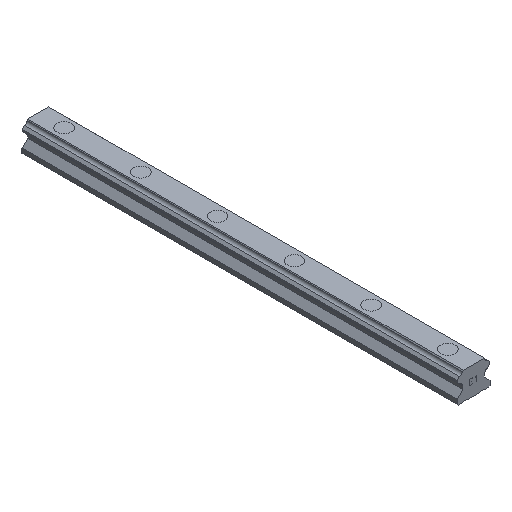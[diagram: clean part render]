
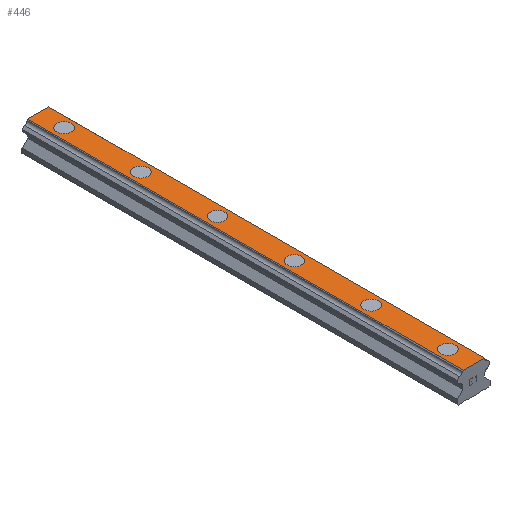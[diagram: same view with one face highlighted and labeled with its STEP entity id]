
A CAD part, isometric view. The second image highlights one B-rep face of the part: STEP entity #446.
In plain terms, the highlighted planar face has unit normal (0, 0, 1).
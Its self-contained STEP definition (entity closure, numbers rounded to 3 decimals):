
#446=ADVANCED_FACE('',(#917,#918,#919,#920,#921,#922,#923),#924,.T.);
#917=FACE_BOUND('',#1400,.T.);
#918=FACE_BOUND('',#1401,.T.);
#919=FACE_BOUND('',#1402,.T.);
#920=FACE_BOUND('',#1403,.T.);
#921=FACE_BOUND('',#1404,.T.);
#922=FACE_BOUND('',#1405,.T.);
#923=FACE_OUTER_BOUND('',#1406,.T.);
#924=PLANE('',#1407);
#1400=EDGE_LOOP('',(#2682,#2683));
#1401=EDGE_LOOP('',(#2684,#2685));
#1402=EDGE_LOOP('',(#2686,#2687));
#1403=EDGE_LOOP('',(#2688,#2689));
#1404=EDGE_LOOP('',(#2690,#2691));
#1405=EDGE_LOOP('',(#2692,#2693));
#1406=EDGE_LOOP('',(#2694,#2695,#2696,#2697));
#1407=AXIS2_PLACEMENT_3D('',#2698,#2699,#2700);
#2682=ORIENTED_EDGE('',*,*,#2879,.T.);
#2683=ORIENTED_EDGE('',*,*,#3255,.T.);
#2684=ORIENTED_EDGE('',*,*,#2869,.T.);
#2685=ORIENTED_EDGE('',*,*,#3261,.T.);
#2686=ORIENTED_EDGE('',*,*,#2859,.T.);
#2687=ORIENTED_EDGE('',*,*,#3267,.T.);
#2688=ORIENTED_EDGE('',*,*,#2849,.T.);
#2689=ORIENTED_EDGE('',*,*,#3273,.T.);
#2690=ORIENTED_EDGE('',*,*,#2839,.T.);
#2691=ORIENTED_EDGE('',*,*,#3279,.T.);
#2692=ORIENTED_EDGE('',*,*,#2829,.T.);
#2693=ORIENTED_EDGE('',*,*,#3285,.T.);
#2694=ORIENTED_EDGE('',*,*,#3238,.T.);
#2695=ORIENTED_EDGE('',*,*,#3324,.F.);
#2696=ORIENTED_EDGE('',*,*,#3119,.T.);
#2697=ORIENTED_EDGE('',*,*,#3322,.T.);
#2698=CARTESIAN_POINT('',(7.2,595.0,38.));
#2699=DIRECTION('',(0.0,0.0,1.0));
#2700=DIRECTION('',(-1.0,0.0,0.0));
#2829=EDGE_CURVE('',#3368,#3365,#3369,.T.);
#2839=EDGE_CURVE('',#3386,#3383,#3387,.T.);
#2849=EDGE_CURVE('',#3404,#3401,#3405,.T.);
#2859=EDGE_CURVE('',#3422,#3419,#3423,.T.);
#2869=EDGE_CURVE('',#3440,#3437,#3441,.T.);
#2879=EDGE_CURVE('',#3458,#3455,#3459,.T.);
#3119=EDGE_CURVE('',#3817,#3815,#3818,.T.);
#3238=EDGE_CURVE('',#4010,#4008,#4011,.T.);
#3255=EDGE_CURVE('',#3455,#3458,#4042,.T.);
#3261=EDGE_CURVE('',#3437,#3440,#4048,.T.);
#3267=EDGE_CURVE('',#3419,#3422,#4054,.T.);
#3273=EDGE_CURVE('',#3401,#3404,#4060,.T.);
#3279=EDGE_CURVE('',#3383,#3386,#4066,.T.);
#3285=EDGE_CURVE('',#3365,#3368,#4072,.T.);
#3322=EDGE_CURVE('',#3815,#4010,#4109,.T.);
#3324=EDGE_CURVE('',#3817,#4008,#4111,.T.);
#3365=VERTEX_POINT('',#4154);
#3368=VERTEX_POINT('',#4158);
#3369=CIRCLE('',#4159,10.0);
#3383=VERTEX_POINT('',#4176);
#3386=VERTEX_POINT('',#4180);
#3387=CIRCLE('',#4181,10.0);
#3401=VERTEX_POINT('',#4198);
#3404=VERTEX_POINT('',#4202);
#3405=CIRCLE('',#4203,10.0);
#3419=VERTEX_POINT('',#4220);
#3422=VERTEX_POINT('',#4224);
#3423=CIRCLE('',#4225,10.0);
#3437=VERTEX_POINT('',#4242);
#3440=VERTEX_POINT('',#4246);
#3441=CIRCLE('',#4247,10.0);
#3455=VERTEX_POINT('',#4264);
#3458=VERTEX_POINT('',#4268);
#3459=CIRCLE('',#4269,10.0);
#3815=VERTEX_POINT('',#4765);
#3817=VERTEX_POINT('',#4768);
#3818=LINE('',#4769,#4770);
#4008=VERTEX_POINT('',#5049);
#4010=VERTEX_POINT('',#5052);
#4011=LINE('',#5053,#5054);
#4042=CIRCLE('',#5098,10.0);
#4048=CIRCLE('',#5104,10.0);
#4054=CIRCLE('',#5110,10.0);
#4060=CIRCLE('',#5116,10.0);
#4066=CIRCLE('',#5122,10.0);
#4072=CIRCLE('',#5128,10.0);
#4109=LINE('',#5181,#5182);
#4111=LINE('',#5184,#5185);
#4154=CARTESIAN_POINT('',(10.0,35.0,38.));
#4158=CARTESIAN_POINT('',(-10.0,35.0,38.));
#4159=AXIS2_PLACEMENT_3D('',#5239,#5240,#5241);
#4176=CARTESIAN_POINT('',(10.0,140.0,38.));
#4180=CARTESIAN_POINT('',(-10.0,140.0,38.));
#4181=AXIS2_PLACEMENT_3D('',#5255,#5256,#5257);
#4198=CARTESIAN_POINT('',(10.0,245.0,38.));
#4202=CARTESIAN_POINT('',(-10.0,245.0,38.));
#4203=AXIS2_PLACEMENT_3D('',#5271,#5272,#5273);
#4220=CARTESIAN_POINT('',(10.0,350.0,38.));
#4224=CARTESIAN_POINT('',(-10.0,350.0,38.));
#4225=AXIS2_PLACEMENT_3D('',#5287,#5288,#5289);
#4242=CARTESIAN_POINT('',(10.0,455.0,38.));
#4246=CARTESIAN_POINT('',(-10.0,455.0,38.));
#4247=AXIS2_PLACEMENT_3D('',#5303,#5304,#5305);
#4264=CARTESIAN_POINT('',(10.0,560.0,38.));
#4268=CARTESIAN_POINT('',(-10.0,560.0,38.));
#4269=AXIS2_PLACEMENT_3D('',#5319,#5320,#5321);
#4765=CARTESIAN_POINT('',(-14.4,595.0,38.));
#4768=CARTESIAN_POINT('',(14.4,595.0,38.));
#4769=CARTESIAN_POINT('',(14.4,595.0,38.));
#4770=VECTOR('',#5562,1.0);
#5049=CARTESIAN_POINT('',(14.4,0.0,38.));
#5052=CARTESIAN_POINT('',(-14.4,0.0,38.));
#5053=CARTESIAN_POINT('',(0.0,0.0,38.));
#5054=VECTOR('',#5665,1.0);
#5098=AXIS2_PLACEMENT_3D('',#5685,#5686,#5687);
#5104=AXIS2_PLACEMENT_3D('',#5694,#5695,#5696);
#5110=AXIS2_PLACEMENT_3D('',#5703,#5704,#5705);
#5116=AXIS2_PLACEMENT_3D('',#5712,#5713,#5714);
#5122=AXIS2_PLACEMENT_3D('',#5721,#5722,#5723);
#5128=AXIS2_PLACEMENT_3D('',#5730,#5731,#5732);
#5181=CARTESIAN_POINT('',(-14.4,595.0,38.));
#5182=VECTOR('',#5755,1.0);
#5184=CARTESIAN_POINT('',(14.4,595.0,38.));
#5185=VECTOR('',#5756,1.0);
#5239=CARTESIAN_POINT('',(0.0,35.0,38.));
#5240=DIRECTION('',(0.0,0.0,-1.0));
#5241=DIRECTION('',(1.0,0.0,0.0));
#5255=CARTESIAN_POINT('',(0.0,140.0,38.));
#5256=DIRECTION('',(0.0,0.0,-1.0));
#5257=DIRECTION('',(1.0,0.0,0.0));
#5271=CARTESIAN_POINT('',(0.0,245.0,38.));
#5272=DIRECTION('',(0.0,0.0,-1.0));
#5273=DIRECTION('',(1.0,0.0,0.0));
#5287=CARTESIAN_POINT('',(0.0,350.0,38.));
#5288=DIRECTION('',(0.0,0.0,-1.0));
#5289=DIRECTION('',(1.0,0.0,0.0));
#5303=CARTESIAN_POINT('',(0.0,455.0,38.));
#5304=DIRECTION('',(0.0,0.0,-1.0));
#5305=DIRECTION('',(1.0,0.0,0.0));
#5319=CARTESIAN_POINT('',(0.0,560.0,38.));
#5320=DIRECTION('',(0.0,0.0,-1.0));
#5321=DIRECTION('',(1.0,0.0,0.0));
#5562=DIRECTION('',(-1.0,0.0,0.0));
#5665=DIRECTION('',(1.0,0.0,0.0));
#5685=CARTESIAN_POINT('',(0.0,560.0,38.));
#5686=DIRECTION('',(0.0,0.0,-1.0));
#5687=DIRECTION('',(1.0,0.0,0.0));
#5694=CARTESIAN_POINT('',(0.0,455.0,38.));
#5695=DIRECTION('',(0.0,0.0,-1.0));
#5696=DIRECTION('',(1.0,0.0,0.0));
#5703=CARTESIAN_POINT('',(0.0,350.0,38.));
#5704=DIRECTION('',(0.0,0.0,-1.0));
#5705=DIRECTION('',(1.0,0.0,0.0));
#5712=CARTESIAN_POINT('',(0.0,245.0,38.));
#5713=DIRECTION('',(0.0,0.0,-1.0));
#5714=DIRECTION('',(1.0,0.0,0.0));
#5721=CARTESIAN_POINT('',(0.0,140.0,38.));
#5722=DIRECTION('',(0.0,0.0,-1.0));
#5723=DIRECTION('',(1.0,0.0,0.0));
#5730=CARTESIAN_POINT('',(0.0,35.0,38.));
#5731=DIRECTION('',(0.0,0.0,-1.0));
#5732=DIRECTION('',(1.0,0.0,0.0));
#5755=DIRECTION('',(0.0,-1.0,0.0));
#5756=DIRECTION('',(0.0,-1.0,0.0));
